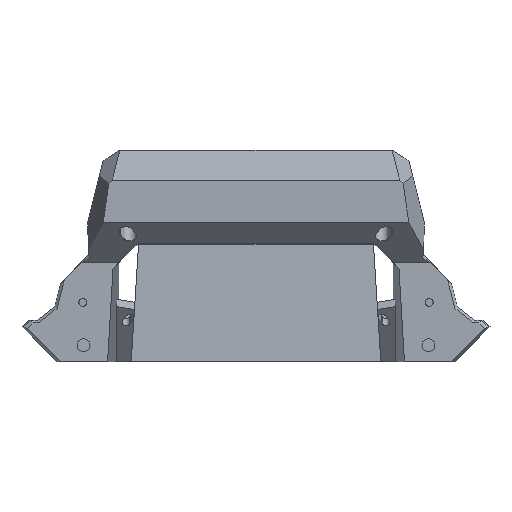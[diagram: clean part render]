
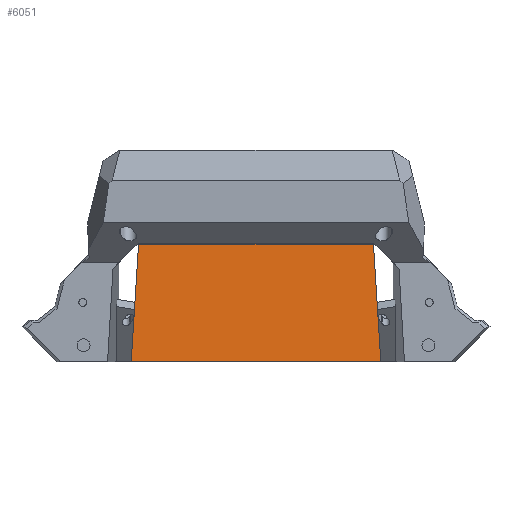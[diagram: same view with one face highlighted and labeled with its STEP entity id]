
A CAD part, front view. The second image highlights one B-rep face of the part: STEP entity #6051.
In plain terms, the highlighted planar face has unit normal (0, -0.998, 0.062).
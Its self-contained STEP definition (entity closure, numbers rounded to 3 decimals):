
#26 = VECTOR ( 'NONE', #1918, 1000. ) ;
#391 = EDGE_LOOP ( 'NONE', ( #1777, #4156, #4843, #5450 ) ) ;
#404 = CARTESIAN_POINT ( 'NONE',  ( 96.983, -109.331, 33.627 ) ) ;
#415 = LINE ( 'NONE', #5537, #4484 ) ;
#876 = VERTEX_POINT ( 'NONE', #2362 ) ;
#909 = EDGE_CURVE ( 'NONE', #3178, #876, #4389, .T. ) ;
#964 = DIRECTION ( 'NONE',  ( -1., 0., 0. ) ) ;
#1420 = LINE ( 'NONE', #5540, #5908 ) ;
#1777 = ORIENTED_EDGE ( 'NONE', *, *, #5775, .F. ) ;
#1847 = EDGE_CURVE ( 'NONE', #876, #2784, #415, .T. ) ;
#1917 = DIRECTION ( 'NONE',  ( 0., 0.998, -0.062 ) ) ;
#1918 = DIRECTION ( 'NONE',  ( -0.062, 0.062, 0.996 ) ) ;
#2360 = PLANE ( 'NONE',  #4992 ) ;
#2362 = CARTESIAN_POINT ( 'NONE',  ( 94.347, -106.695, 75.99 ) ) ;
#2784 = VERTEX_POINT ( 'NONE', #3546 ) ;
#2897 = CARTESIAN_POINT ( 'NONE',  ( 6.835, -109.331, 33.627 ) ) ;
#2939 = FACE_OUTER_BOUND ( 'NONE', #391, .T. ) ;
#3166 = VECTOR ( 'NONE', #4395, 1000. ) ;
#3178 = VERTEX_POINT ( 'NONE', #4694 ) ;
#3473 = DIRECTION ( 'NONE',  ( 0.062, 0.062, 0.996 ) ) ;
#3546 = CARTESIAN_POINT ( 'NONE',  ( 9.471, -106.695, 75.99 ) ) ;
#3680 = VERTEX_POINT ( 'NONE', #2897 ) ;
#3899 = DIRECTION ( 'NONE',  ( -1., 0., 0. ) ) ;
#4130 = EDGE_CURVE ( 'NONE', #3680, #2784, #1420, .T. ) ;
#4156 = ORIENTED_EDGE ( 'NONE', *, *, #909, .T. ) ;
#4389 = LINE ( 'NONE', #404, #26 ) ;
#4395 = DIRECTION ( 'NONE',  ( -1., 0., 0. ) ) ;
#4484 = VECTOR ( 'NONE', #964, 1000. ) ;
#4694 = CARTESIAN_POINT ( 'NONE',  ( 96.983, -109.331, 33.627 ) ) ;
#4843 = ORIENTED_EDGE ( 'NONE', *, *, #1847, .T. ) ;
#4865 = CARTESIAN_POINT ( 'NONE',  ( 103.009, -109.331, 33.627 ) ) ;
#4992 = AXIS2_PLACEMENT_3D ( 'NONE', #4865, #1917, #3899 ) ;
#5450 = ORIENTED_EDGE ( 'NONE', *, *, #4130, .F. ) ;
#5533 = LINE ( 'NONE', #6393, #3166 ) ;
#5537 = CARTESIAN_POINT ( 'NONE',  ( 103.009, -106.695, 75.99 ) ) ;
#5540 = CARTESIAN_POINT ( 'NONE',  ( 6.835, -109.331, 33.627 ) ) ;
#5775 = EDGE_CURVE ( 'NONE', #3178, #3680, #5533, .T. ) ;
#5908 = VECTOR ( 'NONE', #3473, 1000. ) ;
#6051 = ADVANCED_FACE ( 'NONE', ( #2939 ), #2360, .F. ) ;
#6393 = CARTESIAN_POINT ( 'NONE',  ( 103.009, -109.331, 33.627 ) ) ;
